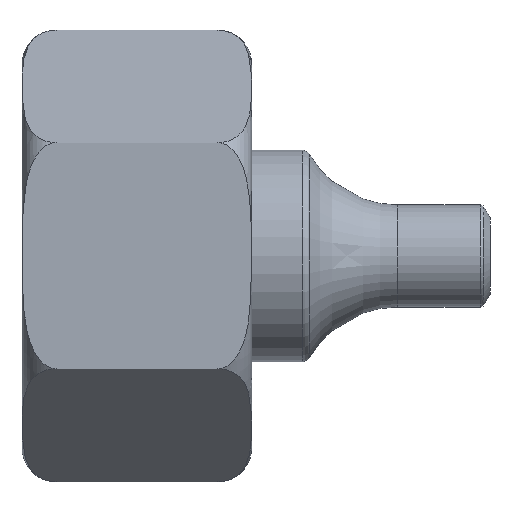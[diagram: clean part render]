
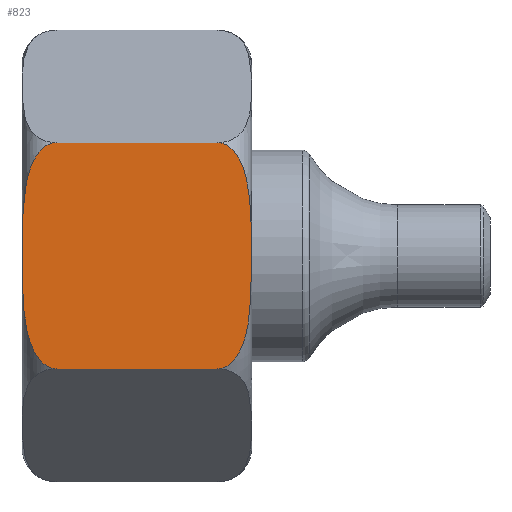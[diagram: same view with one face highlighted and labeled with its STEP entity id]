
A CAD part, top view. The second image highlights one B-rep face of the part: STEP entity #823.
In plain terms, the highlighted planar face has unit normal (0, 0, 1).
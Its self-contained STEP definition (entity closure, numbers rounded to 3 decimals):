
#483=FACE_OUTER_BOUND('',#1224,.T.);
#593=LINE('',#4227,#699);
#594=LINE('',#4232,#700);
#699=VECTOR('',#3150,1.);
#700=VECTOR('',#3155,1.);
#823=ADVANCED_FACE('',(#483),#963,.T.);
#963=PLANE('',#2957);
#1224=EDGE_LOOP('',(#1553,#1554,#1555,#1556));
#1553=ORIENTED_EDGE('',*,*,#2463,.T.);
#1554=ORIENTED_EDGE('',*,*,#2472,.T.);
#1555=ORIENTED_EDGE('',*,*,#2465,.T.);
#1556=ORIENTED_EDGE('',*,*,#2482,.T.);
#2209=VERTEX_POINT('',#4221);
#2212=VERTEX_POINT('',#4226);
#2214=VERTEX_POINT('',#4231);
#2215=VERTEX_POINT('',#4233);
#2463=EDGE_CURVE('',#2209,#2212,#593,.T.);
#2465=EDGE_CURVE('',#2215,#2214,#594,.T.);
#2472=EDGE_CURVE('',#2212,#2215,#2805,.T.);
#2482=EDGE_CURVE('',#2214,#2209,#2811,.T.);
#2805=B_SPLINE_CURVE_WITH_KNOTS('',3,(#4295,#4296,#4297,#4298,#4299,#4300,
#4301,#4302,#4303,#4304,#4305,#4306,#4307,#4308,#4309,#4310,#4311,#4312),
 .UNSPECIFIED.,.F.,.F.,(4,2,2,2,2,2,2,2,4),(0.,0.063,0.125,
0.25,0.5,0.75,0.875,0.938,1.),.UNSPECIFIED.);
#2811=B_SPLINE_CURVE_WITH_KNOTS('',3,(#4412,#4413,#4414,#4415,#4416,#4417,
#4418,#4419,#4420,#4421,#4422,#4423,#4424,#4425,#4426,#4427,#4428,#4429),
 .UNSPECIFIED.,.F.,.F.,(4,2,2,2,2,2,2,2,4),(0.,0.062,0.125,
0.25,0.5,0.75,0.875,0.938,1.),.UNSPECIFIED.);
#2957=AXIS2_PLACEMENT_3D('',#4490,#3205,#3206);
#3150=DIRECTION('',(-1.,0.,0.));
#3155=DIRECTION('',(1.,0.,0.));
#3205=DIRECTION('',(0.,0.,1.));
#3206=DIRECTION('',(1.,0.,0.));
#4221=CARTESIAN_POINT('',(23.,13.279,23.));
#4226=CARTESIAN_POINT('',(4.,13.279,23.));
#4227=CARTESIAN_POINT('',(0.,13.279,23.));
#4231=CARTESIAN_POINT('',(23.,-13.279,23.));
#4232=CARTESIAN_POINT('',(0.,-13.279,23.));
#4233=CARTESIAN_POINT('',(4.,-13.279,23.));
#4295=CARTESIAN_POINT('',(4.,13.279,23.));
#4296=CARTESIAN_POINT('',(3.37,13.279,23.));
#4297=CARTESIAN_POINT('',(2.771,12.96,23.));
#4298=CARTESIAN_POINT('',(1.865,12.082,23.));
#4299=CARTESIAN_POINT('',(1.532,11.537,23.));
#4300=CARTESIAN_POINT('',(0.748,9.836,23.));
#4301=CARTESIAN_POINT('',(0.493,8.591,23.));
#4302=CARTESIAN_POINT('',(0.005,4.903,23.));
#4303=CARTESIAN_POINT('',(0.024,2.406,23.));
#4304=CARTESIAN_POINT('',(0.025,-2.527,23.));
#4305=CARTESIAN_POINT('',(0.008,-4.994,23.));
#4306=CARTESIAN_POINT('',(0.508,-8.669,23.));
#4307=CARTESIAN_POINT('',(0.761,-9.883,23.));
#4308=CARTESIAN_POINT('',(1.554,-11.575,23.));
#4309=CARTESIAN_POINT('',(1.891,-12.113,23.));
#4310=CARTESIAN_POINT('',(2.785,-12.966,23.));
#4311=CARTESIAN_POINT('',(3.38,-13.279,23.));
#4312=CARTESIAN_POINT('',(4.,-13.279,23.));
#4412=CARTESIAN_POINT('',(23.,-13.279,23.));
#4413=CARTESIAN_POINT('',(23.63,-13.279,23.));
#4414=CARTESIAN_POINT('',(24.229,-12.96,23.));
#4415=CARTESIAN_POINT('',(25.135,-12.082,23.));
#4416=CARTESIAN_POINT('',(25.468,-11.537,23.));
#4417=CARTESIAN_POINT('',(26.252,-9.836,23.));
#4418=CARTESIAN_POINT('',(26.507,-8.591,23.));
#4419=CARTESIAN_POINT('',(26.995,-4.903,23.));
#4420=CARTESIAN_POINT('',(26.976,-2.406,23.));
#4421=CARTESIAN_POINT('',(26.975,2.527,23.));
#4422=CARTESIAN_POINT('',(26.992,4.994,23.));
#4423=CARTESIAN_POINT('',(26.492,8.669,23.));
#4424=CARTESIAN_POINT('',(26.239,9.883,23.));
#4425=CARTESIAN_POINT('',(25.446,11.575,23.));
#4426=CARTESIAN_POINT('',(25.109,12.113,23.));
#4427=CARTESIAN_POINT('',(24.215,12.966,23.));
#4428=CARTESIAN_POINT('',(23.62,13.279,23.));
#4429=CARTESIAN_POINT('',(23.,13.279,23.));
#4490=CARTESIAN_POINT('',(29.7,-13.279,23.));
